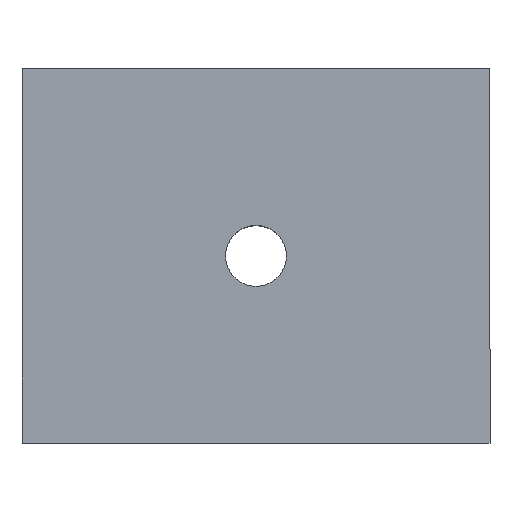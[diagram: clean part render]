
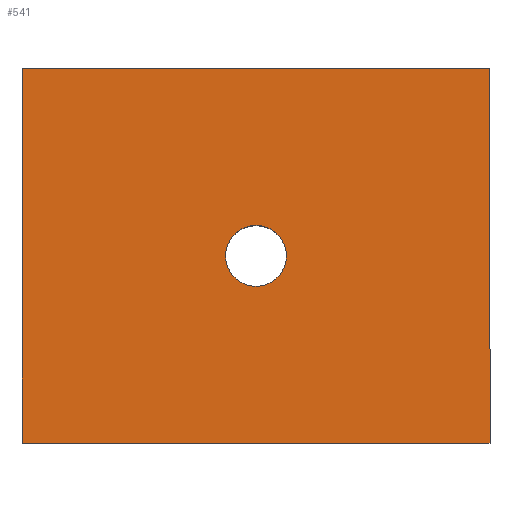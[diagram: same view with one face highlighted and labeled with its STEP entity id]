
A CAD part, top view. The second image highlights one B-rep face of the part: STEP entity #541.
In plain terms, the highlighted planar face has unit normal (0, 0, 1).
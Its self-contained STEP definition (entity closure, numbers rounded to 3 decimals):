
#84=CARTESIAN_POINT('',(3.25,0.,16.0));
#85=VERTEX_POINT('',#84);
#86=CARTESIAN_POINT('',(0.0,0.0,16.0));
#87=DIRECTION('',(0.0,0.0,-1.0));
#88=DIRECTION('',(-1.0,0.0,0.0));
#89=AXIS2_PLACEMENT_3D('',#86,#87,#88);
#90=CIRCLE('',#89,3.25);
#91=EDGE_CURVE('',#85,#85,#90,.T.);
#416=CARTESIAN_POINT('',(-25.,-20.,16.0));
#417=VERTEX_POINT('',#416);
#418=CARTESIAN_POINT('',(-25.,20.,16.0));
#419=VERTEX_POINT('',#418);
#420=CARTESIAN_POINT('',(-25.,-20.,16.0));
#421=DIRECTION('',(0.0,1.0,0.0));
#422=VECTOR('',#421,40.);
#423=LINE('',#420,#422);
#424=EDGE_CURVE('',#417,#419,#423,.T.);
#457=CARTESIAN_POINT('',(25.,20.,16.0));
#458=VERTEX_POINT('',#457);
#459=CARTESIAN_POINT('',(-25.,20.,16.0));
#460=DIRECTION('',(1.0,0.0,0.0));
#461=VECTOR('',#460,50.0);
#462=LINE('',#459,#461);
#463=EDGE_CURVE('',#419,#458,#462,.T.);
#481=CARTESIAN_POINT('',(25.,-20.,16.0));
#482=VERTEX_POINT('',#481);
#483=CARTESIAN_POINT('',(25.,20.,16.0));
#484=DIRECTION('',(0.0,-1.0,0.0));
#485=VECTOR('',#484,40.);
#486=LINE('',#483,#485);
#487=EDGE_CURVE('',#458,#482,#486,.T.);
#515=CARTESIAN_POINT('',(25.,-20.,16.0));
#516=DIRECTION('',(-1.0,0.0,0.0));
#517=VECTOR('',#516,50.0);
#518=LINE('',#515,#517);
#519=EDGE_CURVE('',#482,#417,#518,.T.);
#527=CARTESIAN_POINT('',(0.,0.,16.0));
#528=DIRECTION('',(0.0,0.0,1.0));
#529=DIRECTION('',(1.0,0.0,0.0));
#530=AXIS2_PLACEMENT_3D('',#527,#528,#529);
#531=PLANE('',#530);
#532=ORIENTED_EDGE('',*,*,#424,.F.);
#533=ORIENTED_EDGE('',*,*,#519,.F.);
#534=ORIENTED_EDGE('',*,*,#487,.F.);
#535=ORIENTED_EDGE('',*,*,#463,.F.);
#536=EDGE_LOOP('',(#532,#533,#534,#535));
#537=FACE_OUTER_BOUND('',#536,.T.);
#538=ORIENTED_EDGE('',*,*,#91,.T.);
#539=EDGE_LOOP('',(#538));
#540=FACE_BOUND('',#539,.T.);
#541=ADVANCED_FACE('',(#537,#540),#531,.T.);
